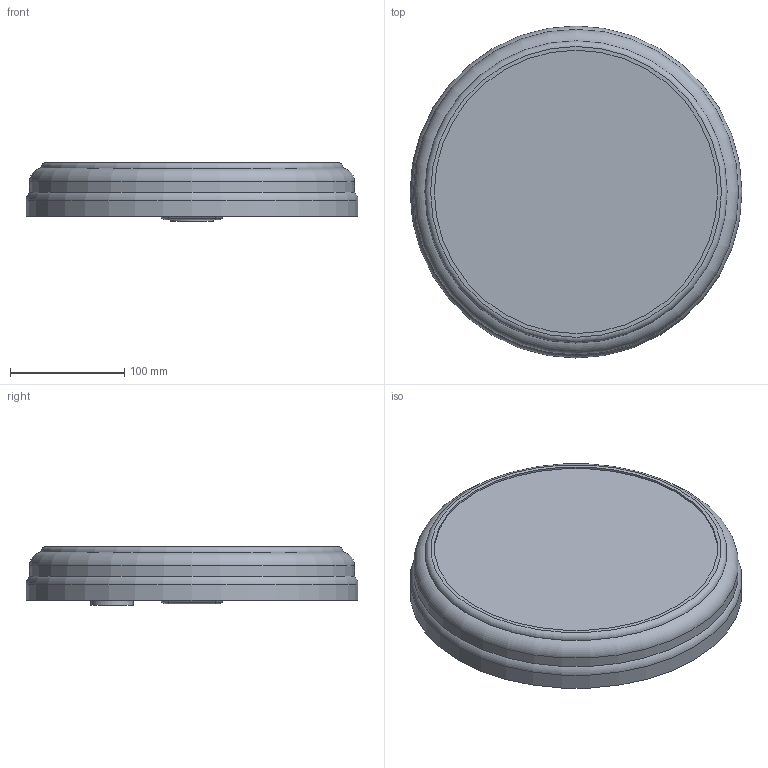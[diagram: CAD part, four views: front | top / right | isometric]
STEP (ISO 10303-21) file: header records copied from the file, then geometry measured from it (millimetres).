
FILE_DESCRIPTION(('HOOPS Exchange Step'),'2;1');
FILE_NAME('temp_export','2024-07-31T16:38:58+08:00',('sharma21'),('Shapr3D Limited'),'HOOPS Exchange 2024.2','Shapr3D','Authorized');
FILE_SCHEMA( ('AUTOMOTIVE_DESIGN { 1 0 10303 214 1 1 1 1 }') );
Length unit declared in the file: millimetre
Products named in the file (1): root
Bounding box: 290 x 290 x 51.5 mm (x, y, z)
Volume: 1869397.2 mm3; surface area: 219522.5 mm2
Topology: 7 solids, 7 shells, 92 faces, 189 edges, 123 vertices
Faces by surface type: plane 44, cylinder 30, torus 15, bspline 3
Full cylindrical faces by diameter (mm): 37 x1, 247.5 x1, 256 x1, 280 x1, 284 x1, 286 x1, 290 x1
Entity records: 2541 total; most frequent: DIRECTION 459, CARTESIAN_POINT 444, ORIENTED_EDGE 378, EDGE_CURVE 189, AXIS2_PLACEMENT_3D 186, VERTEX_POINT 123, EDGE_LOOP 104, FACE_BOUND 104
